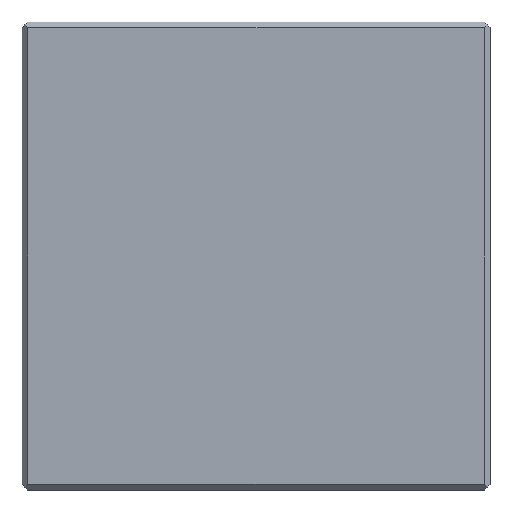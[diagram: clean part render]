
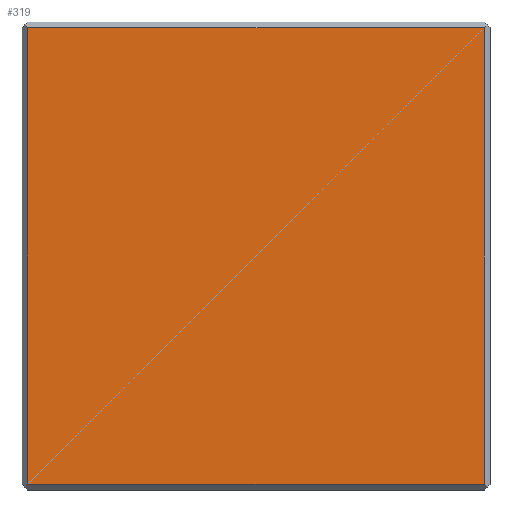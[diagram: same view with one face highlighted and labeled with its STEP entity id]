
A CAD part, left-side view. The second image highlights one B-rep face of the part: STEP entity #319.
In plain terms, the highlighted planar face has unit normal (-1, 0, 0).
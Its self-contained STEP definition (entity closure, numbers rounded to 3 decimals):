
#257=CARTESIAN_POINT('POINT20',(-5.,39.,39.));
#258=VERTEX_POINT('VERTEX20',#257);
#265=CARTESIAN_POINT('POINT21',(-5.,-39.,39.));
#266=VERTEX_POINT('VERTEX21',#265);
#267=CARTESIAN_POINT('POS34',(-5.,0.,39.));
#268=DIRECTION('DIR41',(0.,-1.,0.));
#269=VECTOR('VEC27',#268,1.);
#270=LINE('STRAIGHT27',#267,#269);
#271=EDGE_CURVE('EDGE27',#258,#266,#270,.T.);
#289=CARTESIAN_POINT('POINT22',(-5.,39.,-39.));
#290=VERTEX_POINT('VERTEX22',#289);
#291=CARTESIAN_POINT('POS37',(-5.,39.,0.));
#292=DIRECTION('DIR45',(0.,0.,1.));
#293=VECTOR('VEC29',#292,1.);
#294=LINE('STRAIGHT29',#291,#293);
#295=EDGE_CURVE('EDGE29',#290,#258,#294,.T.);
#296=ORIENTED_EDGE('COEDGE43',*,*,#295,.F.);
#297=CARTESIAN_POINT('POINT23',(-5.,-39.,-39.));
#298=VERTEX_POINT('VERTEX23',#297);
#299=CARTESIAN_POINT('POS38',(-5.,0.,-39.));
#300=DIRECTION('DIR46',(0.,1.,0.));
#301=VECTOR('VEC30',#300,1.);
#302=LINE('STRAIGHT30',#299,#301);
#303=EDGE_CURVE('EDGE30',#298,#290,#302,.T.);
#304=ORIENTED_EDGE('COEDGE44',*,*,#303,.F.);
#305=CARTESIAN_POINT('POS39',(-5.,-39.,0.));
#306=DIRECTION('DIR47',(0.,0.,-1.));
#307=VECTOR('VEC31',#306,1.);
#308=LINE('STRAIGHT31',#305,#307);
#309=EDGE_CURVE('EDGE31',#266,#298,#308,.T.);
#310=ORIENTED_EDGE('COEDGE45',*,*,#309,.F.);
#311=ORIENTED_EDGE('COEDGE46',*,*,#271,.F.);
#312=EDGE_LOOP('NONE',(#296,#304,#310,#311));
#313=FACE_BOUND('LOOP1',#312,.T.);
#314=CARTESIAN_POINT('POS40',(-5.,0.,0.));
#315=DIRECTION('DIR48',(1.,0.,0.));
#316=DIRECTION('DIR49',(0.,1.,0.));
#317=AXIS2_PLACEMENT_3D('AXIS9',#314,#315,#316);
#318=PLANE('PLANE9',#317);
#319=ADVANCED_FACE('FACE9',(#313),#318,.F.);
